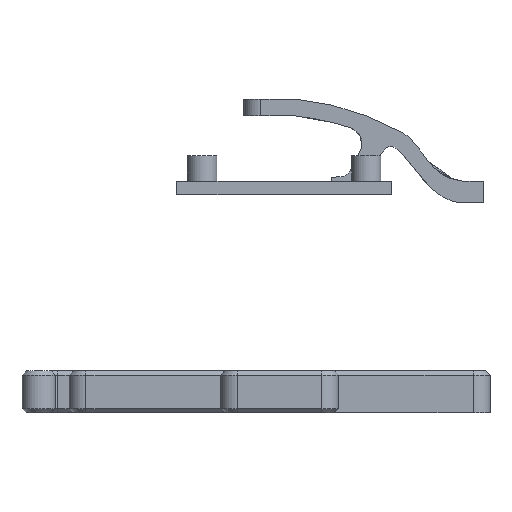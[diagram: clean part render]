
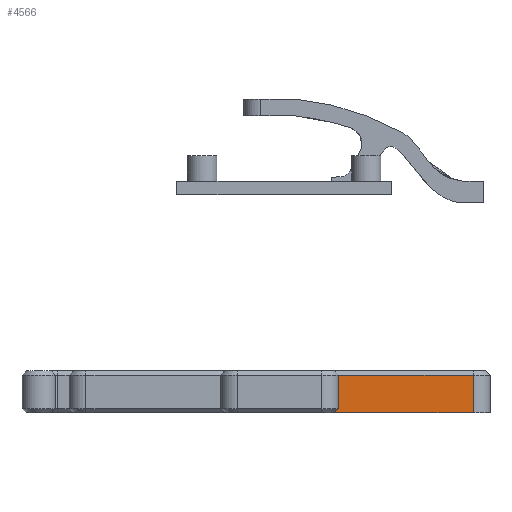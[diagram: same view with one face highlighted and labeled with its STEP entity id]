
A CAD part, front view. The second image highlights one B-rep face of the part: STEP entity #4566.
In plain terms, the highlighted planar face has unit normal (0, -1, 0).
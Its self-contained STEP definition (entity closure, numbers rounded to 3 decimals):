
#202=PLANE('',#5073);
#605=FACE_OUTER_BOUND('',#895,.T.);
#895=EDGE_LOOP('',(#3780,#3781,#3782,#3783,#3784));
#1074=LINE('',#6741,#1529);
#1283=LINE('',#7328,#1738);
#1319=LINE('',#7430,#1774);
#1328=LINE('',#7461,#1783);
#1350=LINE('',#7504,#1805);
#1529=VECTOR('',#5359,10.);
#1738=VECTOR('',#5880,10.);
#1774=VECTOR('',#5998,10.);
#1783=VECTOR('',#6035,10.);
#1805=VECTOR('',#6099,10.);
#2017=VERTEX_POINT('',#6738);
#2018=VERTEX_POINT('',#6740);
#2240=VERTEX_POINT('',#7327);
#2265=VERTEX_POINT('',#7429);
#2273=VERTEX_POINT('',#7457);
#2435=EDGE_CURVE('',#2018,#2017,#1074,.T.);
#2731=EDGE_CURVE('',#2018,#2240,#1283,.F.);
#2782=EDGE_CURVE('',#2265,#2240,#1319,.T.);
#2798=EDGE_CURVE('',#2265,#2273,#1328,.T.);
#2820=EDGE_CURVE('',#2017,#2273,#1350,.T.);
#3780=ORIENTED_EDGE('',*,*,#2798,.F.);
#3781=ORIENTED_EDGE('',*,*,#2782,.T.);
#3782=ORIENTED_EDGE('',*,*,#2731,.F.);
#3783=ORIENTED_EDGE('',*,*,#2435,.T.);
#3784=ORIENTED_EDGE('',*,*,#2820,.T.);
#4566=ADVANCED_FACE('',(#605),#202,.T.);
#5073=AXIS2_PLACEMENT_3D('',#7505,#6100,#6101);
#5359=DIRECTION('',(1.,0.,0.));
#5880=DIRECTION('',(-0.707,0.,-0.707));
#5998=DIRECTION('',(0.,0.,-1.));
#6035=DIRECTION('',(1.,0.,0.));
#6099=DIRECTION('',(0.,0.,1.));
#6100=DIRECTION('center_axis',(0.,-1.,0.));
#6101=DIRECTION('ref_axis',(1.,0.,0.));
#6738=CARTESIAN_POINT('',(23.,-25.,0.));
#6740=CARTESIAN_POINT('',(4.5,-25.,0.));
#6741=CARTESIAN_POINT('',(-23.,-25.,0.));
#7327=CARTESIAN_POINT('',(5.,-25.,0.5));
#7328=CARTESIAN_POINT('',(-2.25,-25.,-6.75));
#7429=CARTESIAN_POINT('',(5.,-25.,4.5));
#7430=CARTESIAN_POINT('',(5.,-25.,2.5));
#7457=CARTESIAN_POINT('',(23.,-25.,4.5));
#7461=CARTESIAN_POINT('',(-17.75,-25.,4.5));
#7504=CARTESIAN_POINT('',(23.,-25.,0.));
#7505=CARTESIAN_POINT('Origin',(-23.,-25.,0.));
